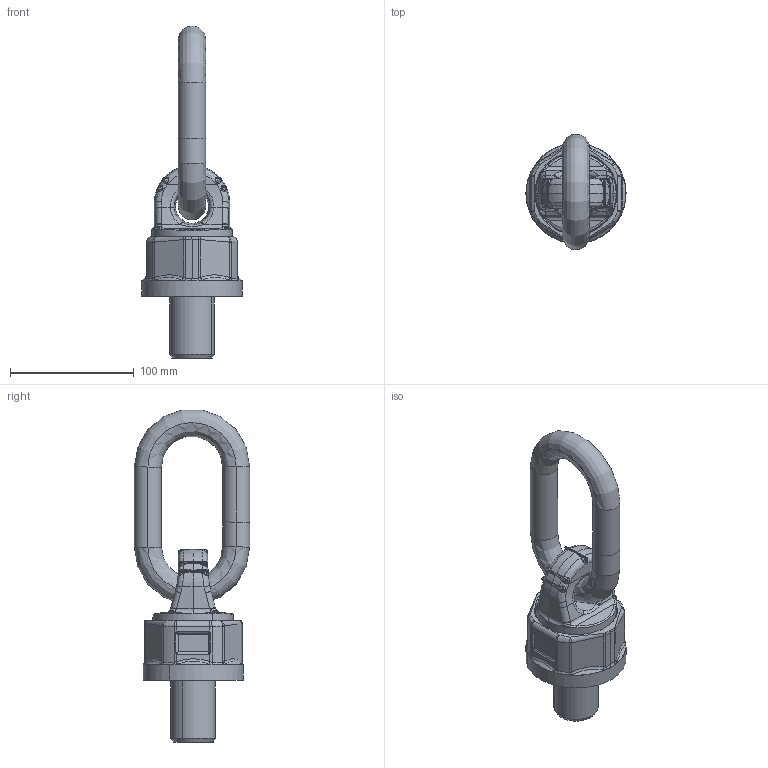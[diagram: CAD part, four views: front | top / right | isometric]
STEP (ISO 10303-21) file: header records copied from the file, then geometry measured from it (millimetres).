
FILE_DESCRIPTION(('CATIA V5 STEP Exchange'),'2;1');
FILE_NAME('8-251-100-02.stp','2017-09-21T10:37:58+00:00',('none'),('none'),'CATIA Version 5 Release 21 GA (IN-10)','CATIA V5 STEP AP203','none');
FILE_SCHEMA(('CONFIG_CONTROL_DESIGN'));
Length unit declared in the file: millimetre
Products named in the file (1): 產品3
Assembly tree (2 placements, depth 2):
  產品3
    #58
    #24261
Bounding box: 81 x 93.25 x 268.56 mm (x, y, z)
Volume: 531232.2 mm3; surface area: 73206 mm2
Topology: 3 solids, 3 shells, 518 faces, 1222 edges, 683 vertices
Faces by surface type: bspline 298, cylinder 92, plane 44, cone 30, torus 20, sphere 20, revolution 8, extrusion 6
Entity records: 33892 total; most frequent: CARTESIAN_POINT 25132, ORIENTED_EDGE 2388, EDGE_CURVE 1194, B_SPLINE_CURVE_WITH_KNOTS 906, VERTEX_POINT 683, DIRECTION 666, EDGE_LOOP 523, ADVANCED_FACE 518
